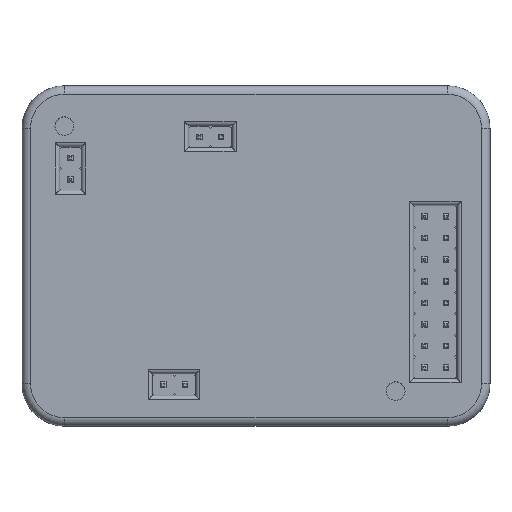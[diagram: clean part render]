
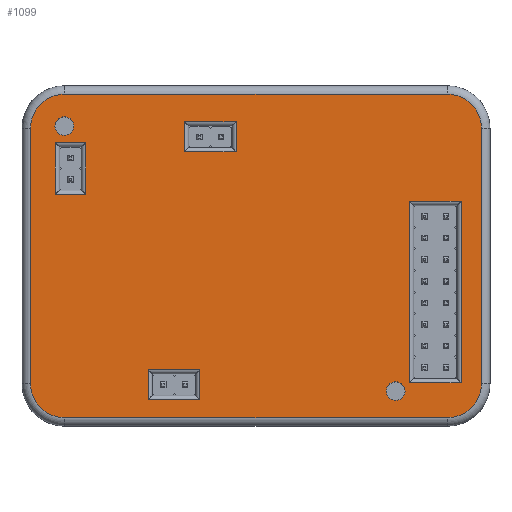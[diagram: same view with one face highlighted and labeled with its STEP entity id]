
A CAD part, top view. The second image highlights one B-rep face of the part: STEP entity #1099.
In plain terms, the highlighted planar face has unit normal (0, 0, 1).
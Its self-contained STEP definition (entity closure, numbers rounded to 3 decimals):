
#1099 = ADVANCED_FACE('',(#1100,#1170,#1204,#1215,#1249,#1283,#1294),
  #1328,.T.);
#1100 = FACE_BOUND('',#1101,.T.);
#1101 = EDGE_LOOP('',(#1102,#1112,#1121,#1129,#1138,#1146,#1155,#1163));
#1102 = ORIENTED_EDGE('',*,*,#1103,.T.);
#1103 = EDGE_CURVE('',#1104,#1106,#1108,.T.);
#1104 = VERTEX_POINT('',#1105);
#1105 = CARTESIAN_POINT('',(22.5,19.,5.));
#1106 = VERTEX_POINT('',#1107);
#1107 = CARTESIAN_POINT('',(-22.5,19.,5.));
#1108 = LINE('',#1109,#1110);
#1109 = CARTESIAN_POINT('',(22.5,19.,5.));
#1110 = VECTOR('',#1111,1.);
#1111 = DIRECTION('',(-1.,0.,0.));
#1112 = ORIENTED_EDGE('',*,*,#1113,.T.);
#1113 = EDGE_CURVE('',#1106,#1114,#1116,.T.);
#1114 = VERTEX_POINT('',#1115);
#1115 = CARTESIAN_POINT('',(-26.5,15.,5.));
#1116 = CIRCLE('',#1117,4.);
#1117 = AXIS2_PLACEMENT_3D('',#1118,#1119,#1120);
#1118 = CARTESIAN_POINT('',(-22.5,15.,5.));
#1119 = DIRECTION('',(0.,-0.,1.));
#1120 = DIRECTION('',(0.,1.,0.));
#1121 = ORIENTED_EDGE('',*,*,#1122,.T.);
#1122 = EDGE_CURVE('',#1114,#1123,#1125,.T.);
#1123 = VERTEX_POINT('',#1124);
#1124 = CARTESIAN_POINT('',(-26.5,-15.,5.));
#1125 = LINE('',#1126,#1127);
#1126 = CARTESIAN_POINT('',(-26.5,15.,5.));
#1127 = VECTOR('',#1128,1.);
#1128 = DIRECTION('',(0.,-1.,0.));
#1129 = ORIENTED_EDGE('',*,*,#1130,.T.);
#1130 = EDGE_CURVE('',#1123,#1131,#1133,.T.);
#1131 = VERTEX_POINT('',#1132);
#1132 = CARTESIAN_POINT('',(-22.5,-19.,5.));
#1133 = CIRCLE('',#1134,4.);
#1134 = AXIS2_PLACEMENT_3D('',#1135,#1136,#1137);
#1135 = CARTESIAN_POINT('',(-22.5,-15.,5.));
#1136 = DIRECTION('',(0.,0.,1.));
#1137 = DIRECTION('',(-1.,0.,0.));
#1138 = ORIENTED_EDGE('',*,*,#1139,.T.);
#1139 = EDGE_CURVE('',#1131,#1140,#1142,.T.);
#1140 = VERTEX_POINT('',#1141);
#1141 = CARTESIAN_POINT('',(22.5,-19.,5.));
#1142 = LINE('',#1143,#1144);
#1143 = CARTESIAN_POINT('',(-22.5,-19.,5.));
#1144 = VECTOR('',#1145,1.);
#1145 = DIRECTION('',(1.,0.,0.));
#1146 = ORIENTED_EDGE('',*,*,#1147,.T.);
#1147 = EDGE_CURVE('',#1140,#1148,#1150,.T.);
#1148 = VERTEX_POINT('',#1149);
#1149 = CARTESIAN_POINT('',(26.5,-15.,5.));
#1150 = CIRCLE('',#1151,4.);
#1151 = AXIS2_PLACEMENT_3D('',#1152,#1153,#1154);
#1152 = CARTESIAN_POINT('',(22.5,-15.,5.));
#1153 = DIRECTION('',(-0.,0.,1.));
#1154 = DIRECTION('',(0.,-1.,0.));
#1155 = ORIENTED_EDGE('',*,*,#1156,.T.);
#1156 = EDGE_CURVE('',#1148,#1157,#1159,.T.);
#1157 = VERTEX_POINT('',#1158);
#1158 = CARTESIAN_POINT('',(26.5,15.,5.));
#1159 = LINE('',#1160,#1161);
#1160 = CARTESIAN_POINT('',(26.5,-15.,5.));
#1161 = VECTOR('',#1162,1.);
#1162 = DIRECTION('',(0.,1.,0.));
#1163 = ORIENTED_EDGE('',*,*,#1164,.T.);
#1164 = EDGE_CURVE('',#1157,#1104,#1165,.T.);
#1165 = CIRCLE('',#1166,4.);
#1166 = AXIS2_PLACEMENT_3D('',#1167,#1168,#1169);
#1167 = CARTESIAN_POINT('',(22.5,15.,5.));
#1168 = DIRECTION('',(0.,0.,1.));
#1169 = DIRECTION('',(1.,0.,0.));
#1170 = FACE_BOUND('',#1171,.T.);
#1171 = EDGE_LOOP('',(#1172,#1182,#1190,#1198));
#1172 = ORIENTED_EDGE('',*,*,#1173,.F.);
#1173 = EDGE_CURVE('',#1174,#1176,#1178,.T.);
#1174 = VERTEX_POINT('',#1175);
#1175 = CARTESIAN_POINT('',(-12.68,-16.9,5.));
#1176 = VERTEX_POINT('',#1177);
#1177 = CARTESIAN_POINT('',(-6.6,-16.9,5.));
#1178 = LINE('',#1179,#1180);
#1179 = CARTESIAN_POINT('',(-12.18,-16.9,5.));
#1180 = VECTOR('',#1181,1.);
#1181 = DIRECTION('',(1.,0.,0.));
#1182 = ORIENTED_EDGE('',*,*,#1183,.F.);
#1183 = EDGE_CURVE('',#1184,#1174,#1186,.T.);
#1184 = VERTEX_POINT('',#1185);
#1185 = CARTESIAN_POINT('',(-12.68,-13.36,5.));
#1186 = LINE('',#1187,#1188);
#1187 = CARTESIAN_POINT('',(-12.68,-13.86,5.));
#1188 = VECTOR('',#1189,1.);
#1189 = DIRECTION('',(0.,-1.,0.));
#1190 = ORIENTED_EDGE('',*,*,#1191,.F.);
#1191 = EDGE_CURVE('',#1192,#1184,#1194,.T.);
#1192 = VERTEX_POINT('',#1193);
#1193 = CARTESIAN_POINT('',(-6.6,-13.36,5.));
#1194 = LINE('',#1195,#1196);
#1195 = CARTESIAN_POINT('',(-7.1,-13.36,5.));
#1196 = VECTOR('',#1197,1.);
#1197 = DIRECTION('',(-1.,0.,0.));
#1198 = ORIENTED_EDGE('',*,*,#1199,.F.);
#1199 = EDGE_CURVE('',#1176,#1192,#1200,.T.);
#1200 = LINE('',#1201,#1202);
#1201 = CARTESIAN_POINT('',(-6.6,-16.4,5.));
#1202 = VECTOR('',#1203,1.);
#1203 = DIRECTION('',(0.,1.,0.));
#1204 = FACE_BOUND('',#1205,.T.);
#1205 = EDGE_LOOP('',(#1206));
#1206 = ORIENTED_EDGE('',*,*,#1207,.F.);
#1207 = EDGE_CURVE('',#1208,#1208,#1210,.T.);
#1208 = VERTEX_POINT('',#1209);
#1209 = CARTESIAN_POINT('',(17.52,-15.89,5.));
#1210 = CIRCLE('',#1211,1.1);
#1211 = AXIS2_PLACEMENT_3D('',#1212,#1213,#1214);
#1212 = CARTESIAN_POINT('',(16.42,-15.89,5.));
#1213 = DIRECTION('',(0.,0.,1.));
#1214 = DIRECTION('',(1.,0.,0.));
#1215 = FACE_BOUND('',#1216,.T.);
#1216 = EDGE_LOOP('',(#1217,#1227,#1235,#1243));
#1217 = ORIENTED_EDGE('',*,*,#1218,.F.);
#1218 = EDGE_CURVE('',#1219,#1221,#1223,.T.);
#1219 = VERTEX_POINT('',#1220);
#1220 = CARTESIAN_POINT('',(18.03,-14.91,5.));
#1221 = VERTEX_POINT('',#1222);
#1222 = CARTESIAN_POINT('',(24.11,-14.91,5.));
#1223 = LINE('',#1224,#1225);
#1224 = CARTESIAN_POINT('',(18.53,-14.91,5.));
#1225 = VECTOR('',#1226,1.);
#1226 = DIRECTION('',(1.,0.,0.));
#1227 = ORIENTED_EDGE('',*,*,#1228,.F.);
#1228 = EDGE_CURVE('',#1229,#1219,#1231,.T.);
#1229 = VERTEX_POINT('',#1230);
#1230 = CARTESIAN_POINT('',(18.03,6.41,5.));
#1231 = LINE('',#1232,#1233);
#1232 = CARTESIAN_POINT('',(18.03,5.91,5.));
#1233 = VECTOR('',#1234,1.);
#1234 = DIRECTION('',(0.,-1.,0.));
#1235 = ORIENTED_EDGE('',*,*,#1236,.F.);
#1236 = EDGE_CURVE('',#1237,#1229,#1239,.T.);
#1237 = VERTEX_POINT('',#1238);
#1238 = CARTESIAN_POINT('',(24.11,6.41,5.));
#1239 = LINE('',#1240,#1241);
#1240 = CARTESIAN_POINT('',(23.61,6.41,5.));
#1241 = VECTOR('',#1242,1.);
#1242 = DIRECTION('',(-1.,0.,0.));
#1243 = ORIENTED_EDGE('',*,*,#1244,.F.);
#1244 = EDGE_CURVE('',#1221,#1237,#1245,.T.);
#1245 = LINE('',#1246,#1247);
#1246 = CARTESIAN_POINT('',(24.11,-14.41,5.));
#1247 = VECTOR('',#1248,1.);
#1248 = DIRECTION('',(0.,1.,0.));
#1249 = FACE_BOUND('',#1250,.T.);
#1250 = EDGE_LOOP('',(#1251,#1261,#1269,#1277));
#1251 = ORIENTED_EDGE('',*,*,#1252,.F.);
#1252 = EDGE_CURVE('',#1253,#1255,#1257,.T.);
#1253 = VERTEX_POINT('',#1254);
#1254 = CARTESIAN_POINT('',(-23.57,7.23,5.));
#1255 = VERTEX_POINT('',#1256);
#1256 = CARTESIAN_POINT('',(-20.03,7.23,5.));
#1257 = LINE('',#1258,#1259);
#1258 = CARTESIAN_POINT('',(-23.07,7.23,5.));
#1259 = VECTOR('',#1260,1.);
#1260 = DIRECTION('',(1.,0.,0.));
#1261 = ORIENTED_EDGE('',*,*,#1262,.F.);
#1262 = EDGE_CURVE('',#1263,#1253,#1265,.T.);
#1263 = VERTEX_POINT('',#1264);
#1264 = CARTESIAN_POINT('',(-23.57,13.31,5.));
#1265 = LINE('',#1266,#1267);
#1266 = CARTESIAN_POINT('',(-23.57,12.81,5.));
#1267 = VECTOR('',#1268,1.);
#1268 = DIRECTION('',(0.,-1.,0.));
#1269 = ORIENTED_EDGE('',*,*,#1270,.F.);
#1270 = EDGE_CURVE('',#1271,#1263,#1273,.T.);
#1271 = VERTEX_POINT('',#1272);
#1272 = CARTESIAN_POINT('',(-20.03,13.31,5.));
#1273 = LINE('',#1274,#1275);
#1274 = CARTESIAN_POINT('',(-20.53,13.31,5.));
#1275 = VECTOR('',#1276,1.);
#1276 = DIRECTION('',(-1.,0.,0.));
#1277 = ORIENTED_EDGE('',*,*,#1278,.F.);
#1278 = EDGE_CURVE('',#1255,#1271,#1279,.T.);
#1279 = LINE('',#1280,#1281);
#1280 = CARTESIAN_POINT('',(-20.03,7.73,5.));
#1281 = VECTOR('',#1282,1.);
#1282 = DIRECTION('',(0.,1.,0.));
#1283 = FACE_BOUND('',#1284,.T.);
#1284 = EDGE_LOOP('',(#1285));
#1285 = ORIENTED_EDGE('',*,*,#1286,.F.);
#1286 = EDGE_CURVE('',#1287,#1287,#1289,.T.);
#1287 = VERTEX_POINT('',#1288);
#1288 = CARTESIAN_POINT('',(-21.43,15.25,5.));
#1289 = CIRCLE('',#1290,1.1);
#1290 = AXIS2_PLACEMENT_3D('',#1291,#1292,#1293);
#1291 = CARTESIAN_POINT('',(-22.53,15.25,5.));
#1292 = DIRECTION('',(0.,0.,1.));
#1293 = DIRECTION('',(1.,0.,0.));
#1294 = FACE_BOUND('',#1295,.T.);
#1295 = EDGE_LOOP('',(#1296,#1306,#1314,#1322));
#1296 = ORIENTED_EDGE('',*,*,#1297,.F.);
#1297 = EDGE_CURVE('',#1298,#1300,#1302,.T.);
#1298 = VERTEX_POINT('',#1299);
#1299 = CARTESIAN_POINT('',(-8.41,12.23,5.));
#1300 = VERTEX_POINT('',#1301);
#1301 = CARTESIAN_POINT('',(-2.33,12.23,5.));
#1302 = LINE('',#1303,#1304);
#1303 = CARTESIAN_POINT('',(-7.91,12.23,5.));
#1304 = VECTOR('',#1305,1.);
#1305 = DIRECTION('',(1.,0.,0.));
#1306 = ORIENTED_EDGE('',*,*,#1307,.F.);
#1307 = EDGE_CURVE('',#1308,#1298,#1310,.T.);
#1308 = VERTEX_POINT('',#1309);
#1309 = CARTESIAN_POINT('',(-8.41,15.77,5.));
#1310 = LINE('',#1311,#1312);
#1311 = CARTESIAN_POINT('',(-8.41,15.27,5.));
#1312 = VECTOR('',#1313,1.);
#1313 = DIRECTION('',(0.,-1.,0.));
#1314 = ORIENTED_EDGE('',*,*,#1315,.F.);
#1315 = EDGE_CURVE('',#1316,#1308,#1318,.T.);
#1316 = VERTEX_POINT('',#1317);
#1317 = CARTESIAN_POINT('',(-2.33,15.77,5.));
#1318 = LINE('',#1319,#1320);
#1319 = CARTESIAN_POINT('',(-2.83,15.77,5.));
#1320 = VECTOR('',#1321,1.);
#1321 = DIRECTION('',(-1.,0.,0.));
#1322 = ORIENTED_EDGE('',*,*,#1323,.F.);
#1323 = EDGE_CURVE('',#1300,#1316,#1324,.T.);
#1324 = LINE('',#1325,#1326);
#1325 = CARTESIAN_POINT('',(-2.33,12.73,5.));
#1326 = VECTOR('',#1327,1.);
#1327 = DIRECTION('',(0.,1.,0.));
#1328 = PLANE('',#1329);
#1329 = AXIS2_PLACEMENT_3D('',#1330,#1331,#1332);
#1330 = CARTESIAN_POINT('',(0.,0.,5.));
#1331 = DIRECTION('',(0.,0.,1.));
#1332 = DIRECTION('',(1.,0.,0.));
